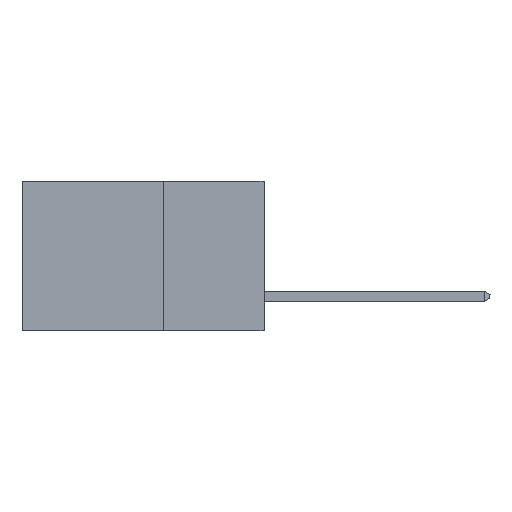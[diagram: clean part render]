
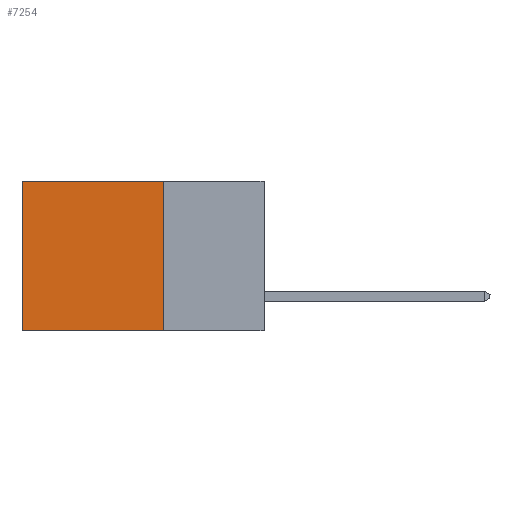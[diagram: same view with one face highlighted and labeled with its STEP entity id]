
A CAD part, left-side view. The second image highlights one B-rep face of the part: STEP entity #7254.
In plain terms, the highlighted planar face has unit normal (-1, 0, 0).
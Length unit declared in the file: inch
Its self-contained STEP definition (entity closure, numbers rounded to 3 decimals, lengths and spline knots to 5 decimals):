
#877 = ORIENTED_EDGE ( 'NONE', *, *, #7262, .T. ) ;
#928 = CARTESIAN_POINT ( 'NONE',  ( 0.2615, 0.25, -0.37 ) ) ;
#955 = LINE ( 'NONE', #9231, #4366 ) ;
#1259 = VECTOR ( 'NONE', #8039, 39.37008 ) ;
#1280 = EDGE_CURVE ( 'NONE', #2297, #13289, #10552, .T. ) ;
#2231 = DIRECTION ( 'NONE',  ( 1., 0., 0. ) ) ;
#2297 = VERTEX_POINT ( 'NONE', #15263 ) ;
#2340 = EDGE_CURVE ( 'NONE', #6038, #2297, #15114, .T. ) ;
#2888 = CARTESIAN_POINT ( 'NONE',  ( 0.2615, 0.6, -0.37 ) ) ;
#3418 = CARTESIAN_POINT ( 'NONE',  ( 0.2615, 0.6, 0. ) ) ;
#3420 = CARTESIAN_POINT ( 'NONE',  ( 0.2615, 0.25, -0.37 ) ) ;
#4366 = VECTOR ( 'NONE', #13996, 39.37008 ) ;
#4466 = PLANE ( 'NONE',  #5564 ) ;
#5472 = ORIENTED_EDGE ( 'NONE', *, *, #1280, .F. ) ;
#5564 = AXIS2_PLACEMENT_3D ( 'NONE', #928, #2231, #12629 ) ;
#5757 = FACE_OUTER_BOUND ( 'NONE', #14352, .T. ) ;
#6038 = VERTEX_POINT ( 'NONE', #12054 ) ;
#6295 = VECTOR ( 'NONE', #8117, 39.37008 ) ;
#6853 = CARTESIAN_POINT ( 'NONE',  ( 0.2615, 0.25, -0.37 ) ) ;
#7254 = ADVANCED_FACE ( 'NONE', ( #5757 ), #4466, .F. ) ;
#7262 = EDGE_CURVE ( 'NONE', #12998, #13289, #11697, .T. ) ;
#7665 = ORIENTED_EDGE ( 'NONE', *, *, #9555, .T. ) ;
#7961 = CARTESIAN_POINT ( 'NONE',  ( 0.2615, 0.6, -0.37 ) ) ;
#8039 = DIRECTION ( 'NONE',  ( 0., 0., -1. ) ) ;
#8117 = DIRECTION ( 'NONE',  ( 0., 0., -1. ) ) ;
#9231 = CARTESIAN_POINT ( 'NONE',  ( 0.2615, 0.25, 0. ) ) ;
#9555 = EDGE_CURVE ( 'NONE', #6038, #12998, #955, .T. ) ;
#10552 = LINE ( 'NONE', #3420, #12892 ) ;
#10625 = DIRECTION ( 'NONE',  ( 0., 1., 0. ) ) ;
#11697 = LINE ( 'NONE', #7961, #6295 ) ;
#12054 = CARTESIAN_POINT ( 'NONE',  ( 0.2615, 0.25, 0. ) ) ;
#12629 = DIRECTION ( 'NONE',  ( 0., 0., -1. ) ) ;
#12892 = VECTOR ( 'NONE', #10625, 39.37008 ) ;
#12998 = VERTEX_POINT ( 'NONE', #3418 ) ;
#13289 = VERTEX_POINT ( 'NONE', #2888 ) ;
#13996 = DIRECTION ( 'NONE',  ( 0., 1., 0. ) ) ;
#14053 = ORIENTED_EDGE ( 'NONE', *, *, #2340, .F. ) ;
#14352 = EDGE_LOOP ( 'NONE', ( #877, #5472, #14053, #7665 ) ) ;
#15114 = LINE ( 'NONE', #6853, #1259 ) ;
#15263 = CARTESIAN_POINT ( 'NONE',  ( 0.2615, 0.25, -0.37 ) ) ;
